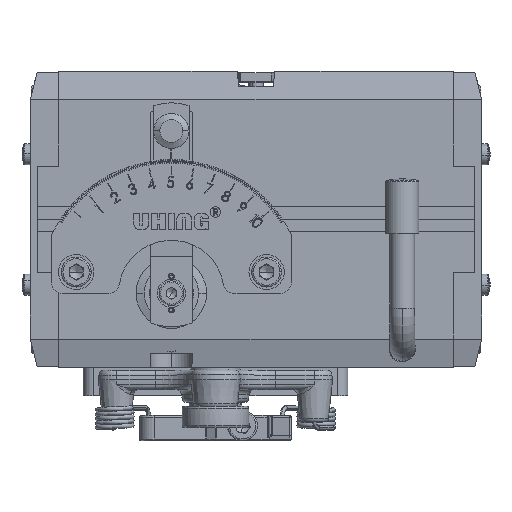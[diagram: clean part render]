
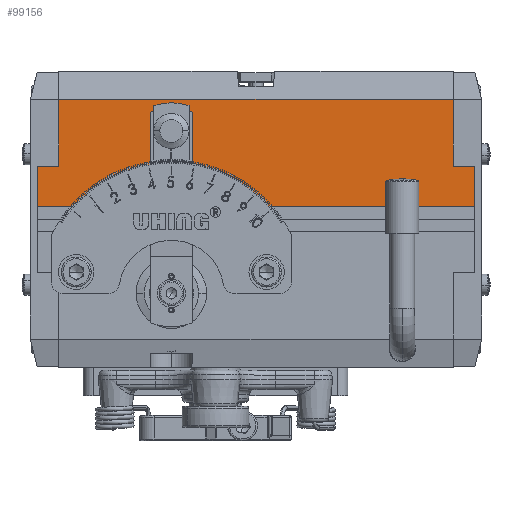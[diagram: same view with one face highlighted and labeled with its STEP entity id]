
A CAD part, top view. The second image highlights one B-rep face of the part: STEP entity #99156.
In plain terms, the highlighted planar face has unit normal (0, 0, 1).
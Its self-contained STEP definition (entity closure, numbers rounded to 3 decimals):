
#6213 = CARTESIAN_POINT ( 'NONE',  ( 62., 15., 34. ) ) ;
#7210 = ORIENTED_EDGE ( 'NONE', *, *, #96972, .F. ) ;
#8010 = CARTESIAN_POINT ( 'NONE',  ( -62., 34., 34. ) ) ;
#13879 = VECTOR ( 'NONE', #138307, 1000. ) ;
#15353 = VECTOR ( 'NONE', #159885, 1000. ) ;
#17110 = ORIENTED_EDGE ( 'NONE', *, *, #125139, .T. ) ;
#20298 = VERTEX_POINT ( 'NONE', #133063 ) ;
#21307 = CARTESIAN_POINT ( 'NONE',  ( -56., 15., 34. ) ) ;
#25324 = DIRECTION ( 'NONE',  ( 0., 1., 0. ) ) ;
#30700 = CARTESIAN_POINT ( 'NONE',  ( 62., 15., 34. ) ) ;
#36469 = VERTEX_POINT ( 'NONE', #141502 ) ;
#42850 = EDGE_CURVE ( 'NONE', #87260, #101674, #84556, .T. ) ;
#43947 = VERTEX_POINT ( 'NONE', #105090 ) ;
#44171 = LINE ( 'NONE', #55631, #15353 ) ;
#46594 = EDGE_CURVE ( 'NONE', #155713, #101674, #89623, .T. ) ;
#49257 = LINE ( 'NONE', #6213, #13879 ) ;
#55631 = CARTESIAN_POINT ( 'NONE',  ( 56., 34., 34. ) ) ;
#57149 = DIRECTION ( 'NONE',  ( -1., 0., 0. ) ) ;
#58101 = CARTESIAN_POINT ( 'NONE',  ( 62., 15., 34. ) ) ;
#62047 = CARTESIAN_POINT ( 'NONE',  ( 62., 3.5, 34. ) ) ;
#68303 = DIRECTION ( 'NONE',  ( 0., 0., -1. ) ) ;
#70736 = ORIENTED_EDGE ( 'NONE', *, *, #46594, .F. ) ;
#74923 = VERTEX_POINT ( 'NONE', #180831 ) ;
#75322 = ORIENTED_EDGE ( 'NONE', *, *, #147003, .F. ) ;
#77035 = VERTEX_POINT ( 'NONE', #30700 ) ;
#83173 = EDGE_CURVE ( 'NONE', #77035, #36469, #188228, .T. ) ;
#84556 = LINE ( 'NONE', #188742, #90063 ) ;
#87260 = VERTEX_POINT ( 'NONE', #102772 ) ;
#89231 = ORIENTED_EDGE ( 'NONE', *, *, #42850, .T. ) ;
#89623 = LINE ( 'NONE', #93385, #98126 ) ;
#89732 = ORIENTED_EDGE ( 'NONE', *, *, #83173, .T. ) ;
#90063 = VECTOR ( 'NONE', #159102, 1000. ) ;
#92442 = DIRECTION ( 'NONE',  ( 0., 1., 0. ) ) ;
#93385 = CARTESIAN_POINT ( 'NONE',  ( -56., 34., 34. ) ) ;
#96972 = EDGE_CURVE ( 'NONE', #43947, #20298, #167239, .T. ) ;
#98126 = VECTOR ( 'NONE', #92442, 1000. ) ;
#99156 = ADVANCED_FACE ( 'NONE', ( #170666 ), #172563, .F. ) ;
#101674 = VERTEX_POINT ( 'NONE', #144184 ) ;
#102624 = ORIENTED_EDGE ( 'NONE', *, *, #144587, .T. ) ;
#102772 = CARTESIAN_POINT ( 'NONE',  ( 56., 34., 34. ) ) ;
#105090 = CARTESIAN_POINT ( 'NONE',  ( 62., 3.5, 34. ) ) ;
#112479 = VECTOR ( 'NONE', #57149, 1000. ) ;
#123352 = DIRECTION ( 'NONE',  ( -1., 0., 0. ) ) ;
#125139 = EDGE_CURVE ( 'NONE', #74923, #20298, #154328, .T. ) ;
#127028 = EDGE_LOOP ( 'NONE', ( #70736, #102624, #17110, #7210, #75322, #89732, #159601, #89231 ) ) ;
#133063 = CARTESIAN_POINT ( 'NONE',  ( -62., 3.5, 34. ) ) ;
#137679 = AXIS2_PLACEMENT_3D ( 'NONE', #158194, #68303, #25324 ) ;
#138307 = DIRECTION ( 'NONE',  ( -1., 0., 0. ) ) ;
#141502 = CARTESIAN_POINT ( 'NONE',  ( 56., 15., 34. ) ) ;
#142973 = VECTOR ( 'NONE', #123352, 1000. ) ;
#144184 = CARTESIAN_POINT ( 'NONE',  ( -56., 34., 34. ) ) ;
#144587 = EDGE_CURVE ( 'NONE', #155713, #74923, #49257, .T. ) ;
#147003 = EDGE_CURVE ( 'NONE', #77035, #43947, #165936, .T. ) ;
#154328 = LINE ( 'NONE', #8010, #178351 ) ;
#155713 = VERTEX_POINT ( 'NONE', #21307 ) ;
#158194 = CARTESIAN_POINT ( 'NONE',  ( 62., 34., 34. ) ) ;
#159102 = DIRECTION ( 'NONE',  ( -1., 0., 0. ) ) ;
#159601 = ORIENTED_EDGE ( 'NONE', *, *, #179251, .F. ) ;
#159885 = DIRECTION ( 'NONE',  ( 0., -1., 0. ) ) ;
#165936 = LINE ( 'NONE', #168800, #180143 ) ;
#167239 = LINE ( 'NONE', #62047, #142973 ) ;
#168800 = CARTESIAN_POINT ( 'NONE',  ( 62., 34., 34. ) ) ;
#170666 = FACE_OUTER_BOUND ( 'NONE', #127028, .T. ) ;
#172563 = PLANE ( 'NONE',  #137679 ) ;
#178351 = VECTOR ( 'NONE', #181167, 1000. ) ;
#179251 = EDGE_CURVE ( 'NONE', #87260, #36469, #44171, .T. ) ;
#179403 = DIRECTION ( 'NONE',  ( 0., -1., 0. ) ) ;
#180143 = VECTOR ( 'NONE', #179403, 1000. ) ;
#180831 = CARTESIAN_POINT ( 'NONE',  ( -62., 15., 34. ) ) ;
#181167 = DIRECTION ( 'NONE',  ( 0., -1., 0. ) ) ;
#188228 = LINE ( 'NONE', #58101, #112479 ) ;
#188742 = CARTESIAN_POINT ( 'NONE',  ( 62., 34., 34. ) ) ;
